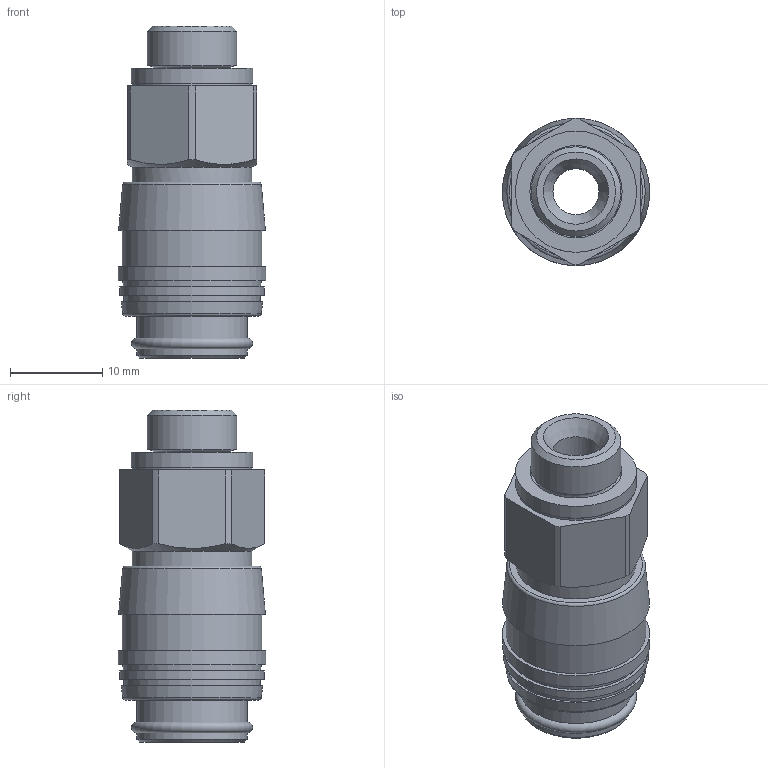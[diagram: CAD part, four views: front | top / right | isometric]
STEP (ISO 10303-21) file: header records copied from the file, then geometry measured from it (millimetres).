
FILE_DESCRIPTION(/* description */ ('STEP AP214'),/* implementation_level */ '2;1');
FILE_NAME(/* name */ '531659_KD3-1_8-A-R',/* time_stamp */ '2024-08-21T15:05:19+02:00',/* author */ ('License CC BY-ND 4.0'),/* organization */ ('CADENAS'),/* preprocessor_version */ 'ST-DEVELOPER v19.3',/* originating_system */ 'PARTsolutions',/* authorisation */ ' ');
FILE_SCHEMA (('AUTOMOTIVE_DESIGN {1 0 10303 214 3 1 1}'));
Length unit declared in the file: millimetre
Products named in the file (1): 531659 KD3-1/8-A-R
Bounding box: 16 x 16 x 36 mm (x, y, z)
Volume: 3341.4 mm3; surface area: 3265.2 mm2
Topology: 1 solids, 1 shells, 56 faces, 108 edges, 68 vertices
Faces by surface type: plane 22, cylinder 18, torus 9, cone 7
Full cylindrical faces by diameter (mm): 5 x1, 9 x1, 9.728 x1, 10 x1, 12 x2, 13 x2, 13.15 x1, 14 x1, 15.7 x1, 16 x1
Entity records: 1714 total; most frequent: DIRECTION 242, CARTESIAN_POINT 227, ORIENTED_EDGE 158, AXIS2_PLACEMENT_3D 112, EDGE_LOOP 100, FACE_BOUND 100, EDGE_CURVE 79, VERTEX_POINT 67
